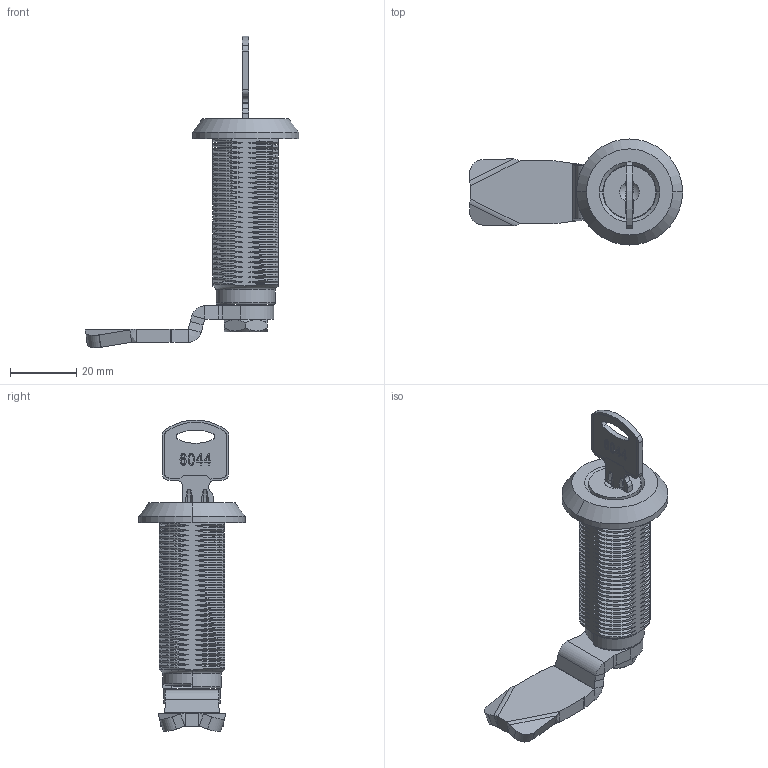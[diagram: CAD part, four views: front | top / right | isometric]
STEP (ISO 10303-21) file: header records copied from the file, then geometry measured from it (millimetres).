
FILE_DESCRIPTION (( 'STEP AP203' ), '1' );
FILE_NAME ('KM55.1.2.01.64.STEP', '2022-07-28T13:27:28', ( '' ), ( '' ), 'SwSTEP 2.0', 'SolidWorks 2021', '' );
FILE_SCHEMA (( 'CONFIG_CONTROL_DESIGN' ));
Products named in the file (1): KM55.1.2.01.64
Bounding box: 64.31 x 32 x 93.99 mm (x, y, z)
Surface area: 13250.2 mm2 (no closed solid volume)
Topology: 0 solids, 6 shells, 614 faces, 1964 edges, 1327 vertices
Faces by surface type: bspline 293, cylinder 177, plane 118, cone 21, torus 5
Entity records: 259938 total; most frequent: CARTESIAN_POINT 246200, ORIENTED_EDGE 3590, EDGE_CURVE 1964, DIRECTION 1692, VERTEX_POINT 1327, LINE 736, VECTOR 736, B_SPLINE_CURVE_WITH_KNOTS 700
